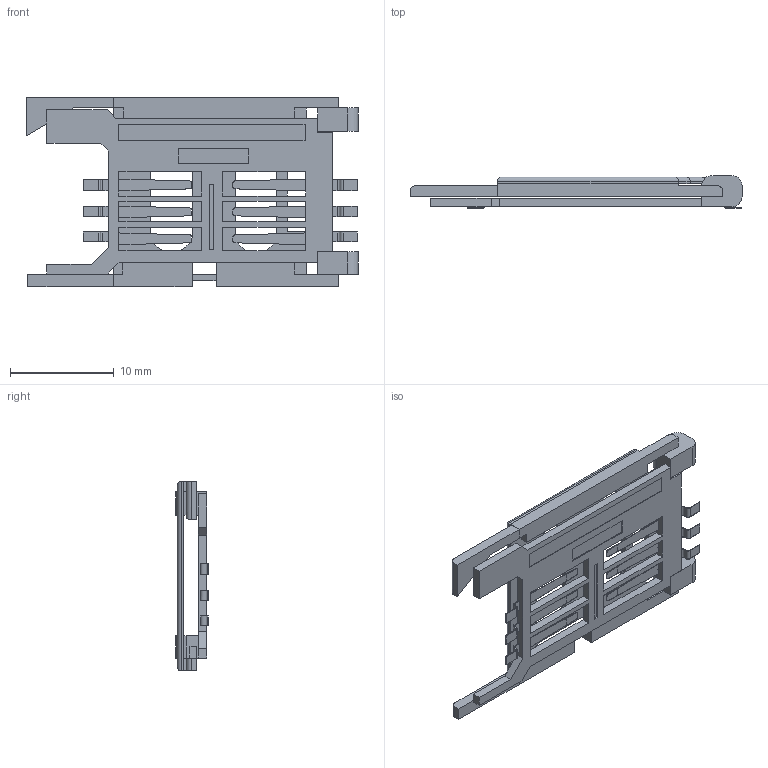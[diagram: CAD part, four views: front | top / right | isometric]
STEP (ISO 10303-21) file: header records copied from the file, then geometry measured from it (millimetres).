
FILE_DESCRIPTION (( 'STEP AP214' ), '1' );
FILE_NAME ('Flip on simcard holder assembly.STEP', '2021-10-07T09:12:24', ( '' ), ( '' ), 'SwSTEP 2.0', 'SolidWorks 2016', '' );
FILE_SCHEMA (( 'AUTOMOTIVE_DESIGN' ));
Length unit declared in the file: millimetre
Products named in the file (3): holder - 2; Flip on simcard holder assembly; Flip on simcard holder
Assembly tree (2 placements, depth 2):
  Flip on simcard holder assembly
    holder - 2
    Flip on simcard holder
Bounding box: 32.02 x 3.15 x 18.31 mm (x, y, z)
Volume: 450 mm3; surface area: 1767.3 mm2
Topology: 25 solids, 25 shells, 374 faces, 928 edges, 608 vertices
Faces by surface type: plane 265, cylinder 81, bspline 18, torus 10
Entity records: 12928 total; most frequent: CARTESIAN_POINT 2450, ORIENTED_EDGE 1856, DIRECTION 1674, EDGE_CURVE 928, VECTOR 738, LINE 738, VERTEX_POINT 608, AXIS2_PLACEMENT_3D 468
